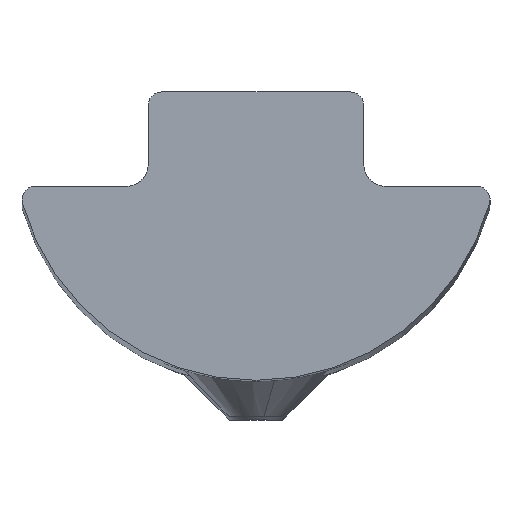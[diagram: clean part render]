
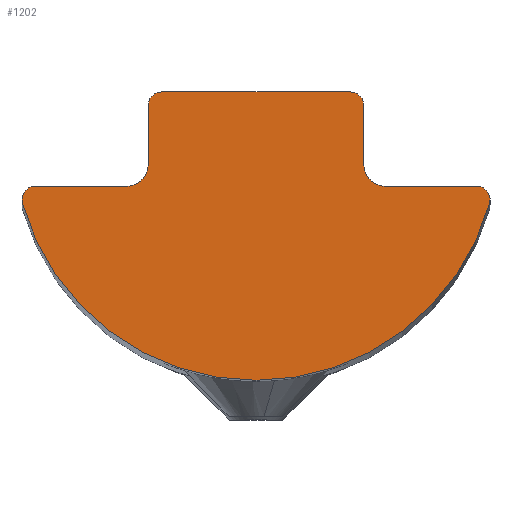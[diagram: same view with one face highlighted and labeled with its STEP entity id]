
A CAD part, top view. The second image highlights one B-rep face of the part: STEP entity #1202.
In plain terms, the highlighted face is planar.
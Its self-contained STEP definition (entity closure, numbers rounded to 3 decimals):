
#59 = EDGE_LOOP ( 'NONE', ( #135, #1341, #146, #131, #1381, #1339, #134, #1261, #114, #1278, #1254, #1343, #1276 ) ) ;
#114 = ORIENTED_EDGE ( 'NONE', *, *, #1156, .F. ) ;
#131 = ORIENTED_EDGE ( 'NONE', *, *, #1166, .F. ) ;
#134 = ORIENTED_EDGE ( 'NONE', *, *, #1144, .F. ) ;
#135 = ORIENTED_EDGE ( 'NONE', *, *, #1177, .F. ) ;
#146 = ORIENTED_EDGE ( 'NONE', *, *, #1152, .F. ) ;
#215 = CARTESIAN_POINT ( 'NONE',  ( -8.183, -60., 4. ) ) ;
#216 = DIRECTION ( 'NONE',  ( 0., 1., 0. ) ) ;
#217 = DIRECTION ( 'NONE',  ( 0., 0., 1. ) ) ;
#220 = CARTESIAN_POINT ( 'NONE',  ( 8.183, -60., 4. ) ) ;
#221 = DIRECTION ( 'NONE',  ( 0., 1., 0. ) ) ;
#222 = DIRECTION ( 'NONE',  ( 0., 0., 1. ) ) ;
#225 = CARTESIAN_POINT ( 'NONE',  ( 0., -60., 1.7 ) ) ;
#226 = DIRECTION ( 'NONE',  ( 0., 1., 0. ) ) ;
#227 = DIRECTION ( 'NONE',  ( 0., 0., 1. ) ) ;
#366 = PLANE ( 'NONE',  #1025 ) ;
#369 = CARTESIAN_POINT ( 'NONE',  ( 0., -60., 4.886 ) ) ;
#373 = FACE_OUTER_BOUND ( 'NONE', #59, .T. ) ;
#375 = DIRECTION ( 'NONE',  ( 0., 1., 0. ) ) ;
#376 = DIRECTION ( 'NONE',  ( 0., 0., 1. ) ) ;
#586 = CARTESIAN_POINT ( 'NONE',  ( 0., -60., 1.7 ) ) ;
#587 = DIRECTION ( 'NONE',  ( 0., 1., 0. ) ) ;
#588 = DIRECTION ( 'NONE',  ( 0., 0., 1. ) ) ;
#635 = CARTESIAN_POINT ( 'NONE',  ( 3.5, -60., 0.5 ) ) ;
#636 = DIRECTION ( 'NONE',  ( 0., 1., 0. ) ) ;
#637 = DIRECTION ( 'NONE',  ( 0., 0., 1. ) ) ;
#647 = CARTESIAN_POINT ( 'NONE',  ( -3.5, -60., 0.5 ) ) ;
#648 = DIRECTION ( 'NONE',  ( 0., 1., 0. ) ) ;
#649 = DIRECTION ( 'NONE',  ( 0., 0., 1. ) ) ;
#659 = CARTESIAN_POINT ( 'NONE',  ( -4.8, -60., 2.7 ) ) ;
#660 = DIRECTION ( 'NONE',  ( 0., -1., 0. ) ) ;
#661 = DIRECTION ( 'NONE',  ( 0., 0., 1. ) ) ;
#672 = CARTESIAN_POINT ( 'NONE',  ( 4.8, -60., 2.7 ) ) ;
#673 = DIRECTION ( 'NONE',  ( 0., -1., 0. ) ) ;
#674 = DIRECTION ( 'NONE',  ( 0., 0., 1. ) ) ;
#676 = LINE ( 'NONE', #681, #885 ) ;
#681 = CARTESIAN_POINT ( 'NONE',  ( 4., -60., 4.886 ) ) ;
#682 = DIRECTION ( 'NONE',  ( 0., 0., -1. ) ) ;
#686 = LINE ( 'NONE', #687, #962 ) ;
#687 = CARTESIAN_POINT ( 'NONE',  ( 0., -60., 0. ) ) ;
#695 = DIRECTION ( 'NONE',  ( -1., 0., 0. ) ) ;
#699 = LINE ( 'NONE', #700, #965 ) ;
#700 = CARTESIAN_POINT ( 'NONE',  ( -4., -60., 4.886 ) ) ;
#701 = DIRECTION ( 'NONE',  ( 0., 0., 1. ) ) ;
#705 = LINE ( 'NONE', #706, #967 ) ;
#706 = CARTESIAN_POINT ( 'NONE',  ( 0., -60., 3.5 ) ) ;
#707 = DIRECTION ( 'NONE',  ( -1., 0., 0. ) ) ;
#714 = LINE ( 'NONE', #715, #970 ) ;
#715 = CARTESIAN_POINT ( 'NONE',  ( 0., -60., 3.5 ) ) ;
#716 = DIRECTION ( 'NONE',  ( -1., 0., 0. ) ) ;
#730 = CARTESIAN_POINT ( 'NONE',  ( 4.8, -60., 3.5 ) ) ;
#735 = CARTESIAN_POINT ( 'NONE',  ( 4., -60., 2.7 ) ) ;
#741 = CARTESIAN_POINT ( 'NONE',  ( -8.664, -60., 4.135 ) ) ;
#750 = CARTESIAN_POINT ( 'NONE',  ( -4.8, -60., 3.5 ) ) ;
#751 = CARTESIAN_POINT ( 'NONE',  ( -8.183, -60., 3.5 ) ) ;
#759 = CARTESIAN_POINT ( 'NONE',  ( -4., -60., 2.7 ) ) ;
#762 = CARTESIAN_POINT ( 'NONE',  ( 8.183, -60., 3.5 ) ) ;
#766 = CARTESIAN_POINT ( 'NONE',  ( -4., -60., 0.5 ) ) ;
#770 = CARTESIAN_POINT ( 'NONE',  ( 0., -60., 10.7 ) ) ;
#771 = CARTESIAN_POINT ( 'NONE',  ( -3.5, -60., 0. ) ) ;
#773 = CARTESIAN_POINT ( 'NONE',  ( 8.664, -60., 4.135 ) ) ;
#777 = CARTESIAN_POINT ( 'NONE',  ( 3.5, -60., 0. ) ) ;
#780 = CARTESIAN_POINT ( 'NONE',  ( 4., -60., 0.5 ) ) ;
#883 = AXIS2_PLACEMENT_3D ( 'NONE', #672, #673, #674 ) ;
#885 = VECTOR ( 'NONE', #682, 1000. ) ;
#887 = CIRCLE ( 'NONE', #883, 0.8 ) ;
#896 = AXIS2_PLACEMENT_3D ( 'NONE', #659, #660, #661 ) ;
#898 = CIRCLE ( 'NONE', #896, 0.8 ) ;
#903 = AXIS2_PLACEMENT_3D ( 'NONE', #647, #648, #649 ) ;
#909 = CIRCLE ( 'NONE', #903, 0.5 ) ;
#910 = AXIS2_PLACEMENT_3D ( 'NONE', #635, #636, #637 ) ;
#912 = CIRCLE ( 'NONE', #910, 0.5 ) ;
#918 = AXIS2_PLACEMENT_3D ( 'NONE', #586, #587, #588 ) ;
#924 = CIRCLE ( 'NONE', #918, 9. ) ;
#962 = VECTOR ( 'NONE', #695, 1000. ) ;
#965 = VECTOR ( 'NONE', #701, 1000. ) ;
#967 = VECTOR ( 'NONE', #707, 1000. ) ;
#970 = VECTOR ( 'NONE', #716, 1000. ) ;
#978 = CIRCLE ( 'NONE', #981, 0.5 ) ;
#980 = CIRCLE ( 'NONE', #983, 0.5 ) ;
#981 = AXIS2_PLACEMENT_3D ( 'NONE', #215, #216, #217 ) ;
#982 = CIRCLE ( 'NONE', #985, 9. ) ;
#983 = AXIS2_PLACEMENT_3D ( 'NONE', #220, #221, #222 ) ;
#985 = AXIS2_PLACEMENT_3D ( 'NONE', #225, #226, #227 ) ;
#1025 = AXIS2_PLACEMENT_3D ( 'NONE', #369, #375, #376 ) ;
#1136 = EDGE_CURVE ( 'NONE', #1303, #1431, #924, .T. ) ;
#1144 = EDGE_CURVE ( 'NONE', #1441, #1438, #912, .T. ) ;
#1148 = EDGE_CURVE ( 'NONE', #1432, #1427, #909, .T. ) ;
#1152 = EDGE_CURVE ( 'NONE', #1420, #1415, #898, .T. ) ;
#1156 = EDGE_CURVE ( 'NONE', #1227, #1232, #887, .T. ) ;
#1160 = EDGE_CURVE ( 'NONE', #1232, #1441, #676, .T. ) ;
#1164 = EDGE_CURVE ( 'NONE', #1438, #1432, #686, .T. ) ;
#1166 = EDGE_CURVE ( 'NONE', #1427, #1420, #699, .T. ) ;
#1168 = EDGE_CURVE ( 'NONE', #1415, #1417, #705, .T. ) ;
#1171 = EDGE_CURVE ( 'NONE', #1423, #1227, #714, .T. ) ;
#1177 = EDGE_CURVE ( 'NONE', #1417, #1303, #978, .T. ) ;
#1178 = EDGE_CURVE ( 'NONE', #1434, #1423, #980, .T. ) ;
#1179 = EDGE_CURVE ( 'NONE', #1431, #1434, #982, .T. ) ;
#1202 = ADVANCED_FACE ( 'NONE', ( #373 ), #366, .F. ) ;
#1227 = VERTEX_POINT ( 'NONE', #730 ) ;
#1232 = VERTEX_POINT ( 'NONE', #735 ) ;
#1254 = ORIENTED_EDGE ( 'NONE', *, *, #1178, .F. ) ;
#1261 = ORIENTED_EDGE ( 'NONE', *, *, #1160, .F. ) ;
#1276 = ORIENTED_EDGE ( 'NONE', *, *, #1136, .F. ) ;
#1278 = ORIENTED_EDGE ( 'NONE', *, *, #1171, .F. ) ;
#1303 = VERTEX_POINT ( 'NONE', #741 ) ;
#1339 = ORIENTED_EDGE ( 'NONE', *, *, #1164, .F. ) ;
#1341 = ORIENTED_EDGE ( 'NONE', *, *, #1168, .F. ) ;
#1343 = ORIENTED_EDGE ( 'NONE', *, *, #1179, .F. ) ;
#1381 = ORIENTED_EDGE ( 'NONE', *, *, #1148, .F. ) ;
#1415 = VERTEX_POINT ( 'NONE', #750 ) ;
#1417 = VERTEX_POINT ( 'NONE', #751 ) ;
#1420 = VERTEX_POINT ( 'NONE', #759 ) ;
#1423 = VERTEX_POINT ( 'NONE', #762 ) ;
#1427 = VERTEX_POINT ( 'NONE', #766 ) ;
#1431 = VERTEX_POINT ( 'NONE', #770 ) ;
#1432 = VERTEX_POINT ( 'NONE', #771 ) ;
#1434 = VERTEX_POINT ( 'NONE', #773 ) ;
#1438 = VERTEX_POINT ( 'NONE', #777 ) ;
#1441 = VERTEX_POINT ( 'NONE', #780 ) ;
